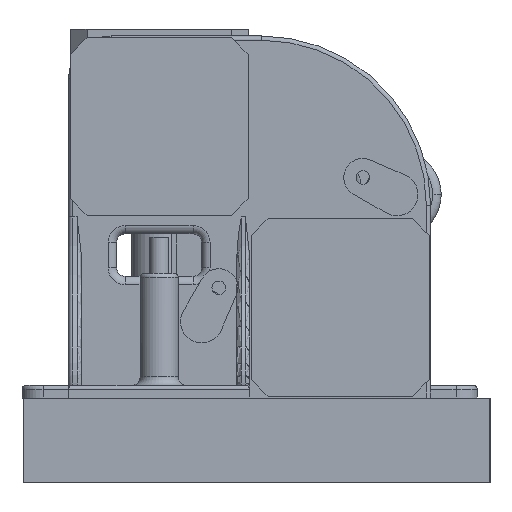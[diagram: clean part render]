
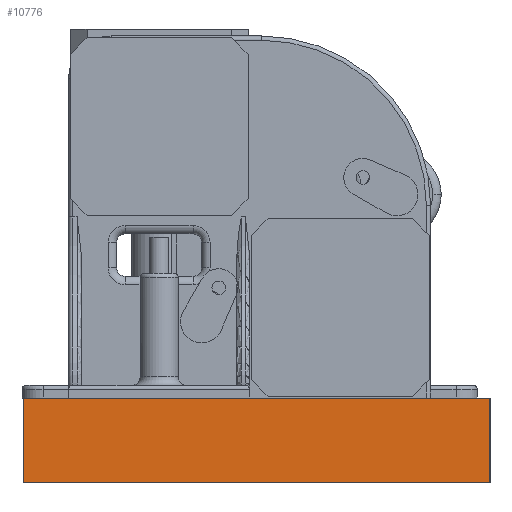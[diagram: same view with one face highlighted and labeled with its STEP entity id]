
A CAD part, left-side view. The second image highlights one B-rep face of the part: STEP entity #10776.
In plain terms, the highlighted planar face has unit normal (-1, 0, 0).
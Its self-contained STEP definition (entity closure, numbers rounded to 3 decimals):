
#431=PLANE('',#11961);
#1050=LINE('',#18601,#1894);
#1058=LINE('',#18616,#1902);
#1059=LINE('',#18618,#1903);
#1060=LINE('',#18619,#1904);
#1894=VECTOR('',#14474,10.);
#1902=VECTOR('',#14486,10.);
#1903=VECTOR('',#14489,10.);
#1904=VECTOR('',#14490,10.);
#2941=FACE_OUTER_BOUND('',#3676,.T.);
#3676=EDGE_LOOP('',(#8866,#8867,#8868,#8869));
#5170=VERTEX_POINT('',#18598);
#5171=VERTEX_POINT('',#18600);
#5175=VERTEX_POINT('',#18612);
#5176=VERTEX_POINT('',#18614);
#6449=EDGE_CURVE('',#5170,#5171,#1050,.T.);
#6457=EDGE_CURVE('',#5175,#5176,#1058,.T.);
#6458=EDGE_CURVE('',#5170,#5175,#1059,.T.);
#6459=EDGE_CURVE('',#5171,#5176,#1060,.T.);
#8866=ORIENTED_EDGE('',*,*,#6458,.T.);
#8867=ORIENTED_EDGE('',*,*,#6457,.T.);
#8868=ORIENTED_EDGE('',*,*,#6459,.F.);
#8869=ORIENTED_EDGE('',*,*,#6449,.F.);
#10776=ADVANCED_FACE('',(#2941),#431,.T.);
#11961=AXIS2_PLACEMENT_3D('',#18617,#14487,#14488);
#14474=DIRECTION('',(0.,0.,1.));
#14486=DIRECTION('',(0.,0.,1.));
#14487=DIRECTION('center_axis',(-1.,0.,0.));
#14488=DIRECTION('ref_axis',(0.,-1.,0.));
#14489=DIRECTION('',(0.,-1.,0.));
#14490=DIRECTION('',(0.,-1.,0.));
#18598=CARTESIAN_POINT('',(0.,110.,0.));
#18600=CARTESIAN_POINT('',(0.,110.,20.));
#18601=CARTESIAN_POINT('',(0.,110.,0.));
#18612=CARTESIAN_POINT('',(0.,0.,0.));
#18614=CARTESIAN_POINT('',(0.,0.,20.));
#18616=CARTESIAN_POINT('',(0.,0.,0.));
#18617=CARTESIAN_POINT('Origin',(0.,110.,0.));
#18618=CARTESIAN_POINT('',(0.,110.,0.));
#18619=CARTESIAN_POINT('',(0.,110.,20.));
